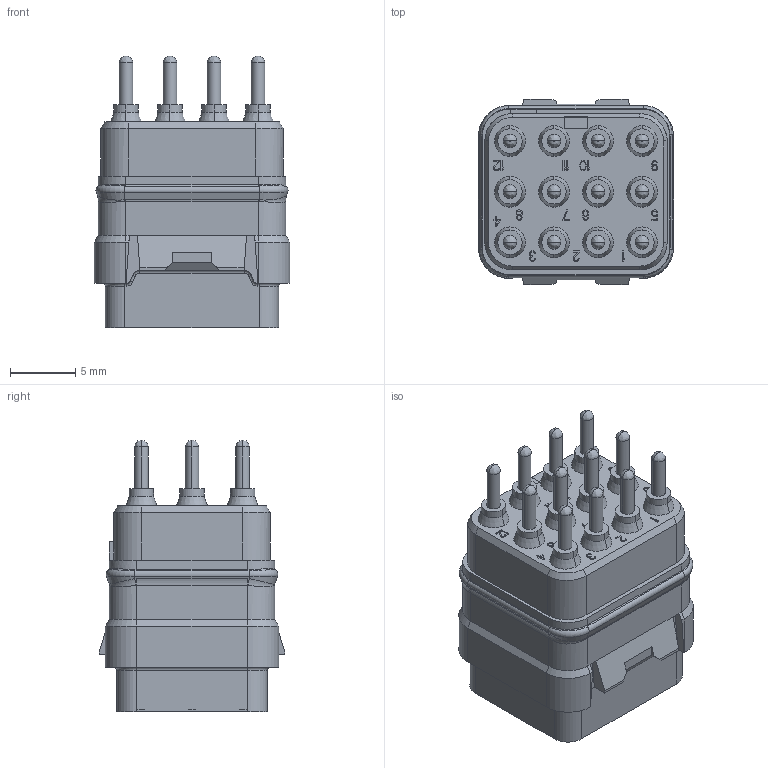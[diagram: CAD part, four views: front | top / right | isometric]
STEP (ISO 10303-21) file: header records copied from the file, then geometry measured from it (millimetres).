
FILE_DESCRIPTION((''),'2;1');
FILE_NAME('SIME1220PNC','2019-12-16T',('presta_be4'),(''),'CREO PARAMETRIC BY PTC INC, 2018360','CREO PARAMETRIC BY PTC INC, 2018360','');
FILE_SCHEMA(('CONFIG_CONTROL_DESIGN'));
Products named in the file (1): SIME1220PNC
Bounding box: 15 x 14.25 x 20.87 mm (x, y, z)
Volume: 1759.3 mm3; surface area: 4111.1 mm2
Topology: 1 solids, 1 shells, 2356 faces, 5754 edges, 3542 vertices
Faces by surface type: plane 1220, cylinder 476, torus 352, cone 256, bspline 52
Entity records: 70972 total; most frequent: CARTESIAN_POINT 14699, DIRECTION 12011, ORIENTED_EDGE 11460, EDGE_CURVE 5730, AXIS2_PLACEMENT_3D 4093, VECTOR 3825, LINE 3825, VERTEX_POINT 3542
